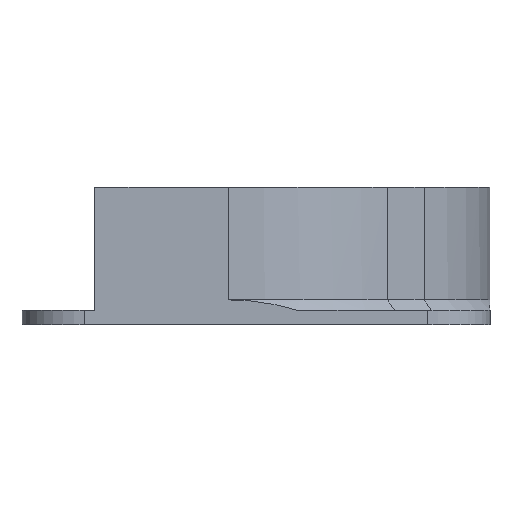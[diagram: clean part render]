
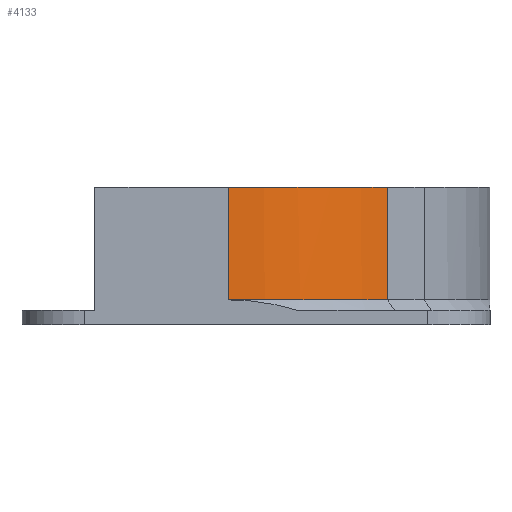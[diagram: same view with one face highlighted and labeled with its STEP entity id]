
A CAD part, left-side view. The second image highlights one B-rep face of the part: STEP entity #4133.
In plain terms, the highlighted face is a revolution surface.
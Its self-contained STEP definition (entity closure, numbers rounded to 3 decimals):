
#72 = PLANE('',#73);
#73 = AXIS2_PLACEMENT_3D('',#74,#75,#76);
#74 = CARTESIAN_POINT('',(0.,24.822,
    2.642));
#75 = DIRECTION('',(-1.,0.,0.));
#76 = DIRECTION('',(0.,0.,-1.));
#100 = PLANE('',#101);
#101 = AXIS2_PLACEMENT_3D('',#102,#103,#104);
#102 = CARTESIAN_POINT('',(15.55,15.55,11.84));
#103 = DIRECTION('',(0.,0.,1.));
#104 = DIRECTION('',(1.,0.,0.));
#1174 = VERTEX_POINT('',#1175);
#1175 = CARTESIAN_POINT('',(0.,25.136,1.));
#1271 = B_SPLINE_SURFACE_WITH_KNOTS('',1,6,(
    (#1272,#1273,#1274,#1275,#1276,#1277,#1278)
    ,(#1279,#1280,#1281,#1282,#1283,#1284,#1285
  )),.UNSPECIFIED.,.F.,.F.,.F.,(2,2),(7,7),(0.,16.965),(
    0.,16.965),.PIECEWISE_BEZIER_KNOTS.);
#1272 = CARTESIAN_POINT('',(-1.,25.136,0.));
#1273 = CARTESIAN_POINT('',(-1.,22.177,0.));
#1274 = CARTESIAN_POINT('',(-0.535,19.219,0.));
#1275 = CARTESIAN_POINT('',(0.394,16.352,0.));
#1276 = CARTESIAN_POINT('',(1.764,13.667,0.));
#1277 = CARTESIAN_POINT('',(3.528,11.247,0.));
#1278 = CARTESIAN_POINT('',(5.619,9.155,0.));
#1279 = CARTESIAN_POINT('',(0.,25.136,1.));
#1280 = CARTESIAN_POINT('',(0.,22.308,1.));
#1281 = CARTESIAN_POINT('',(0.444,19.481,
    1.));
#1282 = CARTESIAN_POINT('',(1.332,16.74,
    1.));
#1283 = CARTESIAN_POINT('',(2.642,14.175,
    1.));
#1284 = CARTESIAN_POINT('',(4.327,11.861,1.));
#1285 = CARTESIAN_POINT('',(6.326,9.862,1.));
#1334 = EDGE_CURVE('',#1335,#1174,#1337,.T.);
#1335 = VERTEX_POINT('',#1336);
#1336 = CARTESIAN_POINT('',(0.,25.136,11.84));
#1337 = SURFACE_CURVE('',#1338,(#1342,#1349),.PCURVE_S1.);
#1338 = LINE('',#1339,#1340);
#1339 = CARTESIAN_POINT('',(0.,25.136,11.84));
#1340 = VECTOR('',#1341,1.);
#1341 = DIRECTION('',(0.,0.,-1.));
#1342 = PCURVE('',#72,#1343);
#1343 = DEFINITIONAL_REPRESENTATION('',(#1344),#1348);
#1344 = LINE('',#1345,#1346);
#1345 = CARTESIAN_POINT('',(-9.198,-0.314));
#1346 = VECTOR('',#1347,1.);
#1347 = DIRECTION('',(1.,0.));
#1348 = ( GEOMETRIC_REPRESENTATION_CONTEXT(2) 
PARAMETRIC_REPRESENTATION_CONTEXT() REPRESENTATION_CONTEXT('2D SPACE',''
  ) );
#1349 = PCURVE('',#1350,#1358);
#1350 = SURFACE_OF_REVOLUTION('',#1351,#1355);
#1351 = LINE('',#1352,#1353);
#1352 = CARTESIAN_POINT('',(0.,25.136,11.84));
#1353 = VECTOR('',#1354,1.);
#1354 = DIRECTION('',(0.,0.,-1.));
#1355 = AXIS1_PLACEMENT('',#1356,#1357);
#1356 = CARTESIAN_POINT('',(21.6,25.136,0.));
#1357 = DIRECTION('',(0.,0.,1.));
#1358 = DEFINITIONAL_REPRESENTATION('',(#1359),#1363);
#1359 = LINE('',#1360,#1361);
#1360 = CARTESIAN_POINT('',(0.,0.));
#1361 = VECTOR('',#1362,1.);
#1362 = DIRECTION('',(0.,1.));
#1363 = ( GEOMETRIC_REPRESENTATION_CONTEXT(2) 
PARAMETRIC_REPRESENTATION_CONTEXT() REPRESENTATION_CONTEXT('2D SPACE',''
  ) );
#1606 = EDGE_CURVE('',#1335,#1607,#1609,.T.);
#1607 = VERTEX_POINT('',#1608);
#1608 = CARTESIAN_POINT('',(6.326,9.862,11.84));
#1609 = SURFACE_CURVE('',#1610,(#1615,#1622),.PCURVE_S1.);
#1610 = CIRCLE('',#1611,21.6);
#1611 = AXIS2_PLACEMENT_3D('',#1612,#1613,#1614);
#1612 = CARTESIAN_POINT('',(21.6,25.136,11.84));
#1613 = DIRECTION('',(0.,0.,1.));
#1614 = DIRECTION('',(-1.,0.,0.));
#1615 = PCURVE('',#100,#1616);
#1616 = DEFINITIONAL_REPRESENTATION('',(#1617),#1621);
#1617 = CIRCLE('',#1618,21.6);
#1618 = AXIS2_PLACEMENT_2D('',#1619,#1620);
#1619 = CARTESIAN_POINT('',(6.05,9.586));
#1620 = DIRECTION('',(-1.,0.));
#1621 = ( GEOMETRIC_REPRESENTATION_CONTEXT(2) 
PARAMETRIC_REPRESENTATION_CONTEXT() REPRESENTATION_CONTEXT('2D SPACE',''
  ) );
#1622 = PCURVE('',#1350,#1623);
#1623 = DEFINITIONAL_REPRESENTATION('',(#1624),#1628);
#1624 = LINE('',#1625,#1626);
#1625 = CARTESIAN_POINT('',(0.,0.));
#1626 = VECTOR('',#1627,1.);
#1627 = DIRECTION('',(1.,0.));
#1628 = ( GEOMETRIC_REPRESENTATION_CONTEXT(2) 
PARAMETRIC_REPRESENTATION_CONTEXT() REPRESENTATION_CONTEXT('2D SPACE',''
  ) );
#1646 = PLANE('',#1647);
#1647 = AXIS2_PLACEMENT_3D('',#1648,#1649,#1650);
#1648 = CARTESIAN_POINT('',(6.326,9.862,11.84));
#1649 = DIRECTION('',(-0.707,-0.707,
    0.));
#1650 = DIRECTION('',(0.,0.,-1.));
#4054 = EDGE_CURVE('',#1174,#4055,#4057,.T.);
#4055 = VERTEX_POINT('',#4056);
#4056 = CARTESIAN_POINT('',(6.326,9.862,1.));
#4057 = SURFACE_CURVE('',#4058,(#4066,#4073),.PCURVE_S1.);
#4058 = B_SPLINE_CURVE_WITH_KNOTS('',6,(#4059,#4060,#4061,#4062,#4063,
    #4064,#4065),.UNSPECIFIED.,.F.,.F.,(7,7),(0.,
    16.965),.PIECEWISE_BEZIER_KNOTS.);
#4059 = CARTESIAN_POINT('',(0.,25.136,1.));
#4060 = CARTESIAN_POINT('',(0.,22.308,1.));
#4061 = CARTESIAN_POINT('',(0.444,19.481,
    1.));
#4062 = CARTESIAN_POINT('',(1.332,16.74,
    1.));
#4063 = CARTESIAN_POINT('',(2.642,14.175,
    1.));
#4064 = CARTESIAN_POINT('',(4.327,11.861,1.));
#4065 = CARTESIAN_POINT('',(6.326,9.862,1.));
#4066 = PCURVE('',#1271,#4067);
#4067 = DEFINITIONAL_REPRESENTATION('',(#4068),#4072);
#4068 = LINE('',#4069,#4070);
#4069 = CARTESIAN_POINT('',(16.965,0.));
#4070 = VECTOR('',#4071,1.);
#4071 = DIRECTION('',(0.,1.));
#4072 = ( GEOMETRIC_REPRESENTATION_CONTEXT(2) 
PARAMETRIC_REPRESENTATION_CONTEXT() REPRESENTATION_CONTEXT('2D SPACE',''
  ) );
#4073 = PCURVE('',#1350,#4074);
#4074 = DEFINITIONAL_REPRESENTATION('',(#4075),#4084);
#4075 = B_SPLINE_CURVE_WITH_KNOTS('',7,(#4076,#4077,#4078,#4079,#4080,
    #4081,#4082,#4083),.UNSPECIFIED.,.F.,.F.,(8,8),(0.,
    16.965),.PIECEWISE_BEZIER_KNOTS.);
#4076 = CARTESIAN_POINT('',(0.,10.84));
#4077 = CARTESIAN_POINT('',(0.112,10.84));
#4078 = CARTESIAN_POINT('',(0.224,10.84));
#4079 = CARTESIAN_POINT('',(0.337,10.84));
#4080 = CARTESIAN_POINT('',(0.449,10.84));
#4081 = CARTESIAN_POINT('',(0.561,10.84));
#4082 = CARTESIAN_POINT('',(0.673,10.84));
#4083 = CARTESIAN_POINT('',(0.785,10.84));
#4084 = ( GEOMETRIC_REPRESENTATION_CONTEXT(2) 
PARAMETRIC_REPRESENTATION_CONTEXT() REPRESENTATION_CONTEXT('2D SPACE',''
  ) );
#4133 = ADVANCED_FACE('',(#4134),#1350,.F.);
#4134 = FACE_BOUND('',#4135,.F.);
#4135 = EDGE_LOOP('',(#4136,#4137,#4138,#4159));
#4136 = ORIENTED_EDGE('',*,*,#1334,.F.);
#4137 = ORIENTED_EDGE('',*,*,#1606,.T.);
#4138 = ORIENTED_EDGE('',*,*,#4139,.T.);
#4139 = EDGE_CURVE('',#1607,#4055,#4140,.T.);
#4140 = SURFACE_CURVE('',#4141,(#4145,#4152),.PCURVE_S1.);
#4141 = LINE('',#4142,#4143);
#4142 = CARTESIAN_POINT('',(6.326,9.862,11.84));
#4143 = VECTOR('',#4144,1.);
#4144 = DIRECTION('',(0.,0.,-1.));
#4145 = PCURVE('',#1350,#4146);
#4146 = DEFINITIONAL_REPRESENTATION('',(#4147),#4151);
#4147 = LINE('',#4148,#4149);
#4148 = CARTESIAN_POINT('',(0.785,0.));
#4149 = VECTOR('',#4150,1.);
#4150 = DIRECTION('',(0.,1.));
#4151 = ( GEOMETRIC_REPRESENTATION_CONTEXT(2) 
PARAMETRIC_REPRESENTATION_CONTEXT() REPRESENTATION_CONTEXT('2D SPACE',''
  ) );
#4152 = PCURVE('',#1646,#4153);
#4153 = DEFINITIONAL_REPRESENTATION('',(#4154),#4158);
#4154 = LINE('',#4155,#4156);
#4155 = CARTESIAN_POINT('',(0.,0.));
#4156 = VECTOR('',#4157,1.);
#4157 = DIRECTION('',(1.,0.));
#4158 = ( GEOMETRIC_REPRESENTATION_CONTEXT(2) 
PARAMETRIC_REPRESENTATION_CONTEXT() REPRESENTATION_CONTEXT('2D SPACE',''
  ) );
#4159 = ORIENTED_EDGE('',*,*,#4054,.F.);
